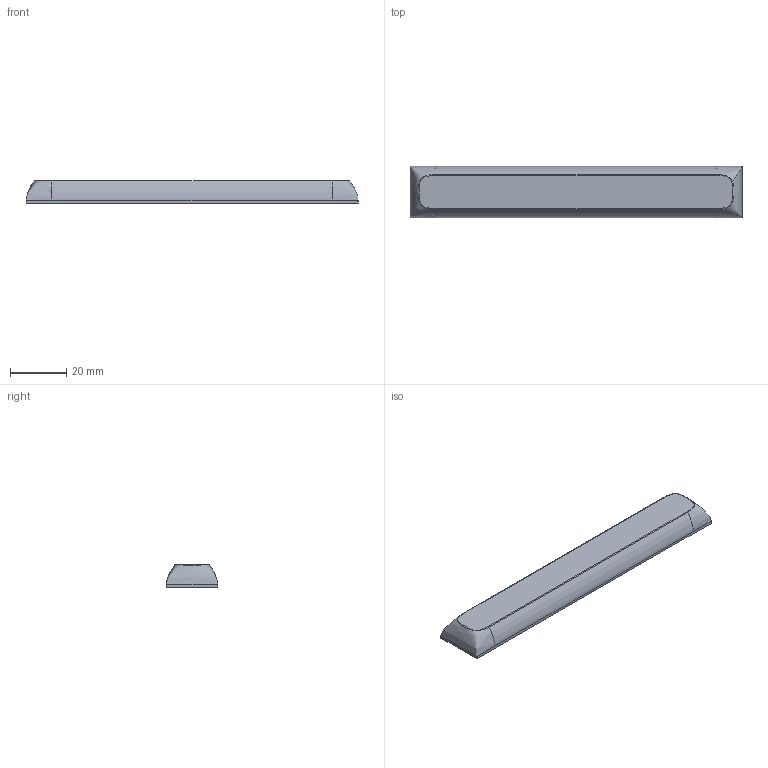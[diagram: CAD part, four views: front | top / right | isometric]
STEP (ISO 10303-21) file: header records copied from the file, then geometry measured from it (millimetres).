
FILE_DESCRIPTION(/* description */ ('Designed by EasyEDA Pro'),/* implementation_level */ '2;1');
FILE_NAME(/* name */ 'Spacebar.step',/* time_stamp */ '2025-07-10T15:07:25+05:30',/* author */ (''),/* organization */ (''),/* preprocessor_version */ 'ST-DEVELOPER v20.1',/* originating_system */ 'Autodesk Translation Framework v14.10.0.0',/* authorisation */ '');
FILE_SCHEMA (('AUTOMOTIVE_DESIGN { 1 0 10303 214 3 1 1 }'));
Length unit declared in the file: millimetre
Products named in the file (2): Open CASCADE STEP translator 7.8 1; DSA Spacebar 6.25u v2
Assembly tree (1 placements, depth 2):
  Open CASCADE STEP translator 7.8 1
    DSA Spacebar 6.25u v2
Bounding box: 117.95 x 18.2 x 8 mm (x, y, z)
Volume: 7514 mm3; surface area: 7435.5 mm2
Topology: 1 solids, 1 shells, 114 faces, 281 edges, 176 vertices
Faces by surface type: plane 97, cylinder 9, bspline 8
Full cylindrical faces by diameter (mm): 5.6 x3
Entity records: 4457 total; most frequent: CARTESIAN_POINT 1747, ORIENTED_EDGE 562, DIRECTION 499, EDGE_CURVE 281, LINE 243, VECTOR 243, VERTEX_POINT 176, AXIS2_PLACEMENT_3D 128
